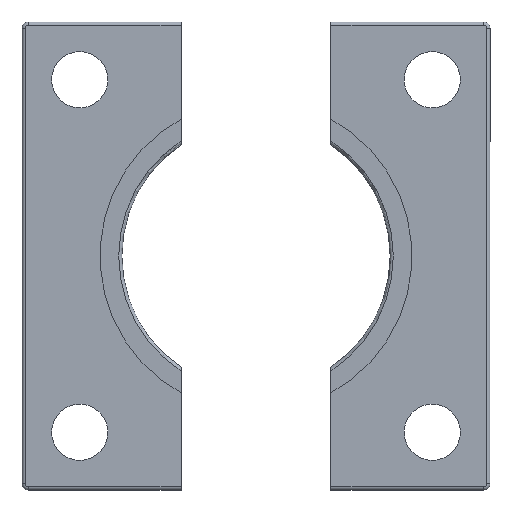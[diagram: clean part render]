
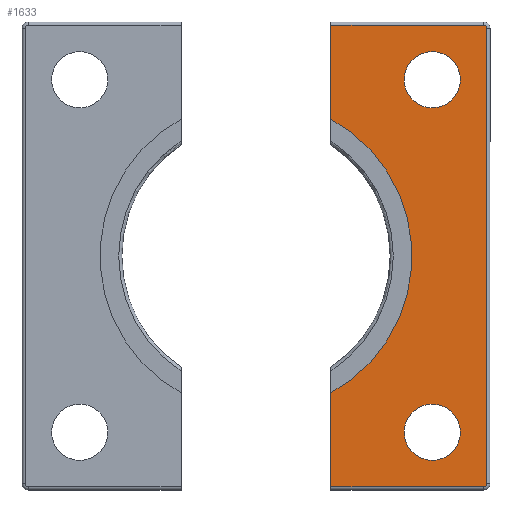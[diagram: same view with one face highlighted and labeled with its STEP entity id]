
A CAD part, front view. The second image highlights one B-rep face of the part: STEP entity #1633.
In plain terms, the highlighted planar face has unit normal (0, -1, 0).
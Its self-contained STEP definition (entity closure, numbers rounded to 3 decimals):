
#80 = ORIENTED_EDGE ( 'NONE', *, *, #919, .T. ) ;
#83 = ORIENTED_EDGE ( 'NONE', *, *, #918, .T. ) ;
#86 = ORIENTED_EDGE ( 'NONE', *, *, #1580, .T. ) ;
#87 = ORIENTED_EDGE ( 'NONE', *, *, #1566, .T. ) ;
#88 = ORIENTED_EDGE ( 'NONE', *, *, #1606, .F. ) ;
#127 = CARTESIAN_POINT ( 'NONE',  ( 28.25, 0., -28.25 ) ) ;
#128 = DIRECTION ( 'NONE',  ( 0., 1., 0. ) ) ;
#129 = DIRECTION ( 'NONE',  ( 0., 0., -1. ) ) ;
#139 = CARTESIAN_POINT ( 'NONE',  ( 28.25, 0., 28.25 ) ) ;
#140 = DIRECTION ( 'NONE',  ( 0., 1., 0. ) ) ;
#141 = DIRECTION ( 'NONE',  ( 0., 0., 1. ) ) ;
#166 = ORIENTED_EDGE ( 'NONE', *, *, #1173, .T. ) ;
#167 = ORIENTED_EDGE ( 'NONE', *, *, #1183, .T. ) ;
#251 = CIRCLE ( 'NONE', #257, 4.5 ) ;
#257 = AXIS2_PLACEMENT_3D ( 'NONE', #127, #128, #129 ) ;
#258 = CIRCLE ( 'NONE', #263, 4.5 ) ;
#263 = AXIS2_PLACEMENT_3D ( 'NONE', #139, #140, #141 ) ;
#269 = CIRCLE ( 'NONE', #272, 4.5 ) ;
#272 = AXIS2_PLACEMENT_3D ( 'NONE', #805, #806, #807 ) ;
#322 = VERTEX_POINT ( 'NONE', #494 ) ;
#323 = VERTEX_POINT ( 'NONE', #495 ) ;
#324 = VERTEX_POINT ( 'NONE', #496 ) ;
#333 = VERTEX_POINT ( 'NONE', #505 ) ;
#334 = VERTEX_POINT ( 'NONE', #506 ) ;
#335 = VERTEX_POINT ( 'NONE', #507 ) ;
#395 = VERTEX_POINT ( 'NONE', #516 ) ;
#396 = VERTEX_POINT ( 'NONE', #517 ) ;
#397 = VERTEX_POINT ( 'NONE', #518 ) ;
#398 = VERTEX_POINT ( 'NONE', #519 ) ;
#399 = VERTEX_POINT ( 'NONE', #520 ) ;
#400 = VERTEX_POINT ( 'NONE', #521 ) ;
#438 = EDGE_LOOP ( 'NONE', ( #88, #87, #86, #83, #80, #1241, #1942, #1943 ) ) ;
#472 = EDGE_LOOP ( 'NONE', ( #166, #167 ) ) ;
#494 = CARTESIAN_POINT ( 'NONE',  ( 28.25, 0., 23.75 ) ) ;
#495 = CARTESIAN_POINT ( 'NONE',  ( 28.25, 0., 32.75 ) ) ;
#496 = CARTESIAN_POINT ( 'NONE',  ( 28.25, 0., -23.75 ) ) ;
#505 = CARTESIAN_POINT ( 'NONE',  ( 28.25, 0., -32.75 ) ) ;
#506 = CARTESIAN_POINT ( 'NONE',  ( 12., 0., -37. ) ) ;
#507 = CARTESIAN_POINT ( 'NONE',  ( 12., 0., -21.932 ) ) ;
#516 = CARTESIAN_POINT ( 'NONE',  ( 12., 0., 21.932 ) ) ;
#517 = CARTESIAN_POINT ( 'NONE',  ( 36.5, 0., -37. ) ) ;
#518 = CARTESIAN_POINT ( 'NONE',  ( 37., 0., -36.5 ) ) ;
#519 = CARTESIAN_POINT ( 'NONE',  ( 37., 0., 36.5 ) ) ;
#520 = CARTESIAN_POINT ( 'NONE',  ( 36.5, 0., 37. ) ) ;
#521 = CARTESIAN_POINT ( 'NONE',  ( 12., 0., 37. ) ) ;
#548 = CARTESIAN_POINT ( 'NONE',  ( 37., 0., 36.5 ) ) ;
#549 = CARTESIAN_POINT ( 'NONE',  ( 36.5, 0., 37. ) ) ;
#574 = LINE ( 'NONE', #548, #746 ) ;
#578 = LINE ( 'NONE', #549, #751 ) ;
#579 = DIRECTION ( 'NONE',  ( 0., 0., 1. ) ) ;
#580 = CARTESIAN_POINT ( 'NONE',  ( 36.5, 0., 36.5 ) ) ;
#581 = DIRECTION ( 'NONE',  ( 0., -1., 0. ) ) ;
#582 = DIRECTION ( 'NONE',  ( 0., 0., 1. ) ) ;
#583 = DIRECTION ( 'NONE',  ( -1., 0., 0. ) ) ;
#584 = LINE ( 'NONE', #586, #1949 ) ;
#586 = CARTESIAN_POINT ( 'NONE',  ( 12., 0., 37.5 ) ) ;
#587 = DIRECTION ( 'NONE',  ( 0., 0., 1. ) ) ;
#589 = CARTESIAN_POINT ( 'NONE',  ( 0., 0., 0. ) ) ;
#590 = DIRECTION ( 'NONE',  ( 0., -1., 0. ) ) ;
#591 = DIRECTION ( 'NONE',  ( 0., 0., -1. ) ) ;
#594 = CARTESIAN_POINT ( 'NONE',  ( 28.25, 0., 28.25 ) ) ;
#595 = DIRECTION ( 'NONE',  ( 0., 1., 0. ) ) ;
#596 = DIRECTION ( 'NONE',  ( 0., 0., 1. ) ) ;
#746 = VECTOR ( 'NONE', #579, 1000. ) ;
#748 = CIRCLE ( 'NONE', #2023, 0.5 ) ;
#751 = VECTOR ( 'NONE', #583, 1000. ) ;
#805 = CARTESIAN_POINT ( 'NONE',  ( 28.25, 0., -28.25 ) ) ;
#806 = DIRECTION ( 'NONE',  ( 0., 1., 0. ) ) ;
#807 = DIRECTION ( 'NONE',  ( 0., 0., -1. ) ) ;
#918 = EDGE_CURVE ( 'NONE', #397, #398, #574, .T. ) ;
#919 = EDGE_CURVE ( 'NONE', #398, #399, #748, .T. ) ;
#920 = EDGE_CURVE ( 'NONE', #399, #400, #578, .T. ) ;
#921 = EDGE_CURVE ( 'NONE', #395, #400, #584, .T. ) ;
#922 = EDGE_CURVE ( 'NONE', #335, #395, #1951, .T. ) ;
#923 = EDGE_CURVE ( 'NONE', #323, #322, #1954, .T. ) ;
#1026 = EDGE_LOOP ( 'NONE', ( #1944, #1945 ) ) ;
#1039 = LINE ( 'NONE', #1041, #1892 ) ;
#1041 = CARTESIAN_POINT ( 'NONE',  ( 36.5, 0., -37. ) ) ;
#1042 = DIRECTION ( 'NONE',  ( 1., 0., 0. ) ) ;
#1102 = CARTESIAN_POINT ( 'NONE',  ( 36.5, 0., -36.5 ) ) ;
#1103 = DIRECTION ( 'NONE',  ( 0., -1., 0. ) ) ;
#1104 = DIRECTION ( 'NONE',  ( 0., 0., 1. ) ) ;
#1173 = EDGE_CURVE ( 'NONE', #333, #324, #251, .T. ) ;
#1177 = EDGE_CURVE ( 'NONE', #322, #323, #258, .T. ) ;
#1183 = EDGE_CURVE ( 'NONE', #324, #333, #269, .T. ) ;
#1241 = ORIENTED_EDGE ( 'NONE', *, *, #920, .T. ) ;
#1431 = LINE ( 'NONE', #1439, #1875 ) ;
#1439 = CARTESIAN_POINT ( 'NONE',  ( 12., 0., -17.84 ) ) ;
#1448 = DIRECTION ( 'NONE',  ( 0., 0., 1. ) ) ;
#1566 = EDGE_CURVE ( 'NONE', #334, #396, #1039, .T. ) ;
#1580 = EDGE_CURVE ( 'NONE', #396, #397, #1907, .T. ) ;
#1606 = EDGE_CURVE ( 'NONE', #334, #335, #1431, .T. ) ;
#1633 = ADVANCED_FACE ( 'NONE', ( #1716, #1709, #1718 ), #1719, .F. ) ;
#1709 = FACE_OUTER_BOUND ( 'NONE', #438, .T. ) ;
#1713 = DIRECTION ( 'NONE',  ( 0., 1., 0. ) ) ;
#1715 = CARTESIAN_POINT ( 'NONE',  ( 36.5, 0., 36.5 ) ) ;
#1716 = FACE_BOUND ( 'NONE', #472, .T. ) ;
#1718 = FACE_BOUND ( 'NONE', #1026, .T. ) ;
#1719 = PLANE ( 'NONE',  #1828 ) ;
#1721 = DIRECTION ( 'NONE',  ( 0., 0., 1. ) ) ;
#1828 = AXIS2_PLACEMENT_3D ( 'NONE', #1715, #1713, #1721 ) ;
#1875 = VECTOR ( 'NONE', #1448, 1000. ) ;
#1892 = VECTOR ( 'NONE', #1042, 1000. ) ;
#1907 = CIRCLE ( 'NONE', #1916, 0.5 ) ;
#1916 = AXIS2_PLACEMENT_3D ( 'NONE', #1102, #1103, #1104 ) ;
#1942 = ORIENTED_EDGE ( 'NONE', *, *, #921, .F. ) ;
#1943 = ORIENTED_EDGE ( 'NONE', *, *, #922, .F. ) ;
#1944 = ORIENTED_EDGE ( 'NONE', *, *, #1177, .T. ) ;
#1945 = ORIENTED_EDGE ( 'NONE', *, *, #923, .T. ) ;
#1949 = VECTOR ( 'NONE', #587, 1000. ) ;
#1951 = CIRCLE ( 'NONE', #1952, 25. ) ;
#1952 = AXIS2_PLACEMENT_3D ( 'NONE', #589, #590, #591 ) ;
#1954 = CIRCLE ( 'NONE', #1955, 4.5 ) ;
#1955 = AXIS2_PLACEMENT_3D ( 'NONE', #594, #595, #596 ) ;
#2023 = AXIS2_PLACEMENT_3D ( 'NONE', #580, #581, #582 ) ;
